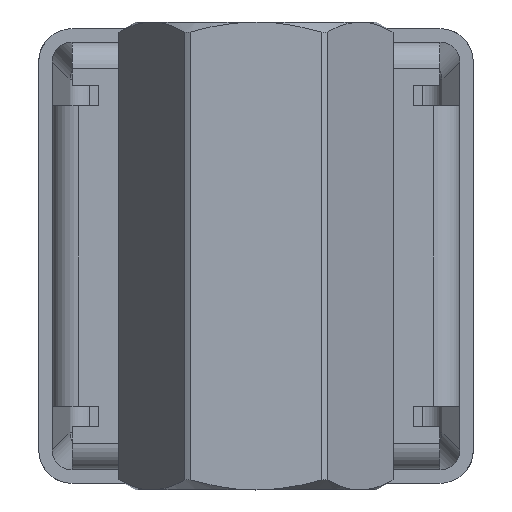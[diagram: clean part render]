
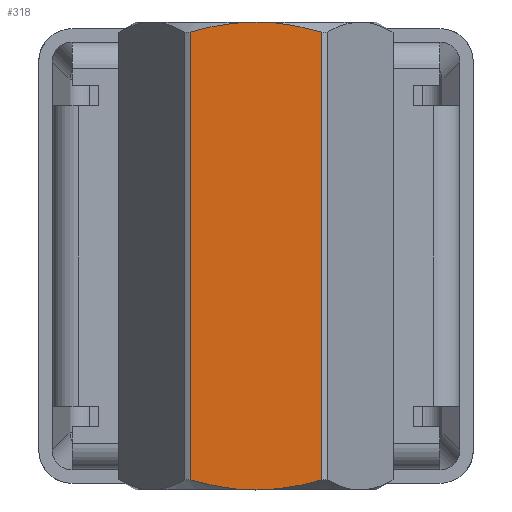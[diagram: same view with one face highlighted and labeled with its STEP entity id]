
A CAD part, left-side view. The second image highlights one B-rep face of the part: STEP entity #318.
In plain terms, the highlighted planar face has unit normal (-1, 0, 0).
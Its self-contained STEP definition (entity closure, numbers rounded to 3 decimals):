
#192=PLANE('',#2762);
#318=ADVANCED_FACE('',(#493),#192,.F.);
#493=FACE_OUTER_BOUND('',#635,.T.);
#635=EDGE_LOOP('',(#1000,#1001,#1002,#1003,#1004,#1005));
#824=B_SPLINE_CURVE_WITH_KNOTS('',3,(#4436,#4437,#4438,#4439),
 .UNSPECIFIED.,.F.,.F.,(4,4),(0.,1.),.UNSPECIFIED.);
#825=B_SPLINE_CURVE_WITH_KNOTS('',3,(#4442,#4443,#4444,#4445),
 .UNSPECIFIED.,.F.,.F.,(4,4),(0.,1.),.UNSPECIFIED.);
#826=B_SPLINE_CURVE_WITH_KNOTS('',3,(#4449,#4450,#4451,#4452),
 .UNSPECIFIED.,.F.,.F.,(4,4),(0.,1.),.UNSPECIFIED.);
#827=B_SPLINE_CURVE_WITH_KNOTS('',3,(#4454,#4455,#4456,#4457),
 .UNSPECIFIED.,.F.,.F.,(4,4),(0.,1.),.UNSPECIFIED.);
#1000=ORIENTED_EDGE('',*,*,#2008,.T.);
#1001=ORIENTED_EDGE('',*,*,#2009,.T.);
#1002=ORIENTED_EDGE('',*,*,#2010,.F.);
#1003=ORIENTED_EDGE('',*,*,#2011,.T.);
#1004=ORIENTED_EDGE('',*,*,#2012,.T.);
#1005=ORIENTED_EDGE('',*,*,#2013,.F.);
#1761=VERTEX_POINT('',#4440);
#1762=VERTEX_POINT('',#4441);
#1763=VERTEX_POINT('',#4446);
#1764=VERTEX_POINT('',#4448);
#1765=VERTEX_POINT('',#4453);
#1766=VERTEX_POINT('',#4458);
#2008=EDGE_CURVE('',#1761,#1762,#824,.T.);
#2009=EDGE_CURVE('',#1762,#1763,#825,.T.);
#2010=EDGE_CURVE('',#1764,#1763,#2368,.T.);
#2011=EDGE_CURVE('',#1764,#1765,#826,.T.);
#2012=EDGE_CURVE('',#1765,#1766,#827,.T.);
#2013=EDGE_CURVE('',#1761,#1766,#2369,.T.);
#2368=LINE('',#4447,#2563);
#2369=LINE('',#4459,#2564);
#2563=VECTOR('',#3066,1.);
#2564=VECTOR('',#3067,1.);
#2762=AXIS2_PLACEMENT_3D('',#4460,#3068,#3069);
#3066=DIRECTION('',(0.,0.,-1.));
#3067=DIRECTION('',(0.,0.,1.));
#3068=DIRECTION('',(1.,0.,0.));
#3069=DIRECTION('',(0.,0.,1.));
#4436=CARTESIAN_POINT('',(-9.8,9.811,4.));
#4437=CARTESIAN_POINT('',(-9.8,6.597,3.077));
#4438=CARTESIAN_POINT('',(-9.8,3.337,2.5));
#4439=CARTESIAN_POINT('',(-9.8,0.,2.5));
#4440=CARTESIAN_POINT('',(-9.8,9.811,4.));
#4441=CARTESIAN_POINT('',(-9.8,0.,2.5));
#4442=CARTESIAN_POINT('',(-9.8,0.,2.5));
#4443=CARTESIAN_POINT('',(-9.8,-3.337,2.5));
#4444=CARTESIAN_POINT('',(-9.8,-6.597,3.077));
#4445=CARTESIAN_POINT('',(-9.8,-9.811,4.));
#4446=CARTESIAN_POINT('',(-9.8,-9.811,4.));
#4447=CARTESIAN_POINT('',(-9.8,-9.811,-56.5));
#4448=CARTESIAN_POINT('',(-9.8,-9.811,71.));
#4449=CARTESIAN_POINT('',(-9.8,-9.811,71.));
#4450=CARTESIAN_POINT('',(-9.8,-6.597,71.923));
#4451=CARTESIAN_POINT('',(-9.8,-3.337,72.5));
#4452=CARTESIAN_POINT('',(-9.8,0.,72.5));
#4453=CARTESIAN_POINT('',(-9.8,0.,72.5));
#4454=CARTESIAN_POINT('',(-9.8,0.,72.5));
#4455=CARTESIAN_POINT('',(-9.8,3.337,72.5));
#4456=CARTESIAN_POINT('',(-9.8,6.597,71.923));
#4457=CARTESIAN_POINT('',(-9.8,9.811,71.));
#4458=CARTESIAN_POINT('',(-9.8,9.811,71.));
#4459=CARTESIAN_POINT('',(-9.8,9.811,-56.5));
#4460=CARTESIAN_POINT('',(-9.8,15.877,75.));
